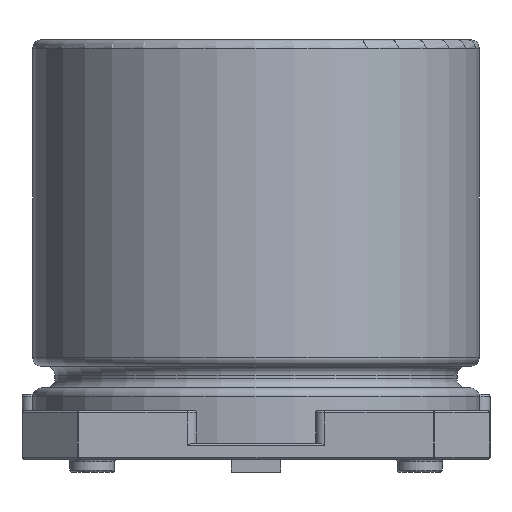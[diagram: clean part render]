
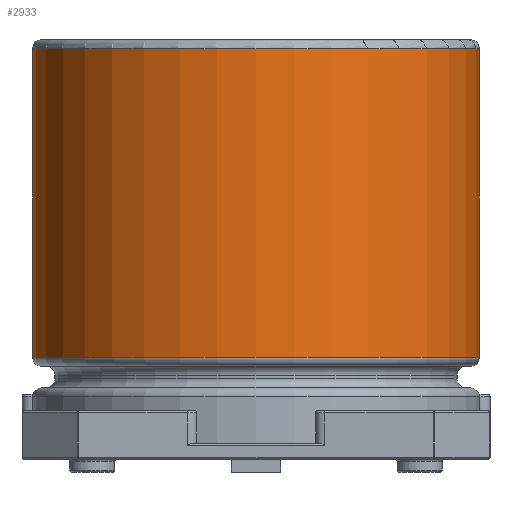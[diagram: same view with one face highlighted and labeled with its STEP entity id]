
A CAD part, left-side view. The second image highlights one B-rep face of the part: STEP entity #2933.
In plain terms, the highlighted cylindrical face has radius 3.15 mm (diameter 6.3 mm), a full revolution.
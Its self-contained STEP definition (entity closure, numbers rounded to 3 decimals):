
#297=CYLINDRICAL_SURFACE('',#3197,3.15);
#413=FACE_OUTER_BOUND('',#550,.T.);
#550=EDGE_LOOP('',(#2682,#2683,#2684,#2685,#2686,#2687));
#697=LINE('',#5580,#834);
#834=VECTOR('',#3827,3.15);
#967=CIRCLE('',#3195,3.15);
#968=CIRCLE('',#3196,3.15);
#969=CIRCLE('',#3198,3.15);
#970=CIRCLE('',#3199,3.15);
#1335=VERTEX_POINT('',#5573);
#1336=VERTEX_POINT('',#5575);
#1337=VERTEX_POINT('',#5579);
#1338=VERTEX_POINT('',#5581);
#1792=EDGE_CURVE('',#1335,#1336,#967,.T.);
#1793=EDGE_CURVE('',#1336,#1335,#968,.T.);
#1794=EDGE_CURVE('',#1336,#1337,#697,.T.);
#1795=EDGE_CURVE('',#1338,#1337,#969,.T.);
#1796=EDGE_CURVE('',#1337,#1338,#970,.T.);
#2682=ORIENTED_EDGE('',*,*,#1793,.F.);
#2683=ORIENTED_EDGE('',*,*,#1794,.T.);
#2684=ORIENTED_EDGE('',*,*,#1795,.F.);
#2685=ORIENTED_EDGE('',*,*,#1796,.F.);
#2686=ORIENTED_EDGE('',*,*,#1794,.F.);
#2687=ORIENTED_EDGE('',*,*,#1792,.F.);
#2933=ADVANCED_FACE('',(#413),#297,.T.);
#3195=AXIS2_PLACEMENT_3D('',#5576,#3821,#3822);
#3196=AXIS2_PLACEMENT_3D('',#5577,#3823,#3824);
#3197=AXIS2_PLACEMENT_3D('',#5578,#3825,#3826);
#3198=AXIS2_PLACEMENT_3D('',#5582,#3828,#3829);
#3199=AXIS2_PLACEMENT_3D('',#5583,#3830,#3831);
#3821=DIRECTION('center_axis',(0.,0.,1.));
#3822=DIRECTION('ref_axis',(0.,1.,0.));
#3823=DIRECTION('center_axis',(0.,0.,1.));
#3824=DIRECTION('ref_axis',(0.,1.,0.));
#3825=DIRECTION('center_axis',(0.,0.,1.));
#3826=DIRECTION('ref_axis',(0.,1.,0.));
#3827=DIRECTION('',(0.,0.,-1.));
#3828=DIRECTION('center_axis',(0.,0.,-1.));
#3829=DIRECTION('ref_axis',(0.,-1.,0.));
#3830=DIRECTION('center_axis',(0.,0.,-1.));
#3831=DIRECTION('ref_axis',(0.,-1.,0.));
#5573=CARTESIAN_POINT('',(0.,3.15,5.974));
#5575=CARTESIAN_POINT('',(0.,-3.15,5.974));
#5576=CARTESIAN_POINT('Origin',(0.,0.,5.974));
#5577=CARTESIAN_POINT('Origin',(0.,0.,5.974));
#5578=CARTESIAN_POINT('Origin',(0.,0.,0.412));
#5579=CARTESIAN_POINT('',(0.,-3.15,1.621));
#5580=CARTESIAN_POINT('',(0.,-3.15,0.412));
#5581=CARTESIAN_POINT('',(0.,3.15,1.621));
#5582=CARTESIAN_POINT('Origin',(0.,0.,1.621));
#5583=CARTESIAN_POINT('Origin',(0.,0.,1.621));
